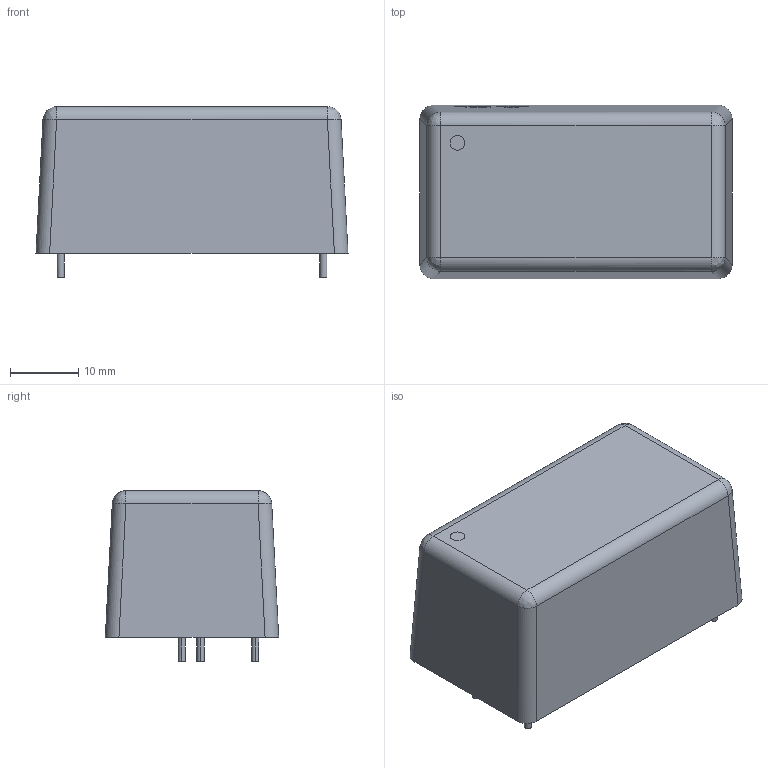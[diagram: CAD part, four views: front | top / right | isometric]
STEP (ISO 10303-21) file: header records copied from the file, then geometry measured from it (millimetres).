
FILE_DESCRIPTION(('Open CASCADE Model'),'2;1');
FILE_NAME('Open CASCADE Shape Model','2025-10-16T00:50:46',('Author'),( 'Open CASCADE'),'Open CASCADE STEP processor 7.8','Open CASCADE 7.8' ,'Unknown');
FILE_SCHEMA(('AUTOMOTIVE_DESIGN { 1 0 10303 214 1 1 1 1 }'));
Length unit declared in the file: millimetre
Products named in the file (1): SOLID
Bounding box: 45.7 x 25.4 x 25 mm (x, y, z)
Volume: 22107.8 mm3; surface area: 5149.8 mm2
Topology: 1 solids, 1 shells, 341 faces, 909 edges, 602 vertices
Faces by surface type: bspline 341
Entity records: 13632 total; most frequent: CARTESIAN_POINT 5605, ORIENTED_EDGE 1818, EDGE_CURVE 909, B_SPLINE_CURVE_WITH_KNOTS 873, VERTEX_POINT 602, FACE_BOUND 373, EDGE_LOOP 373, PRESENTATION_STYLE_ASSIGNMENT 342
